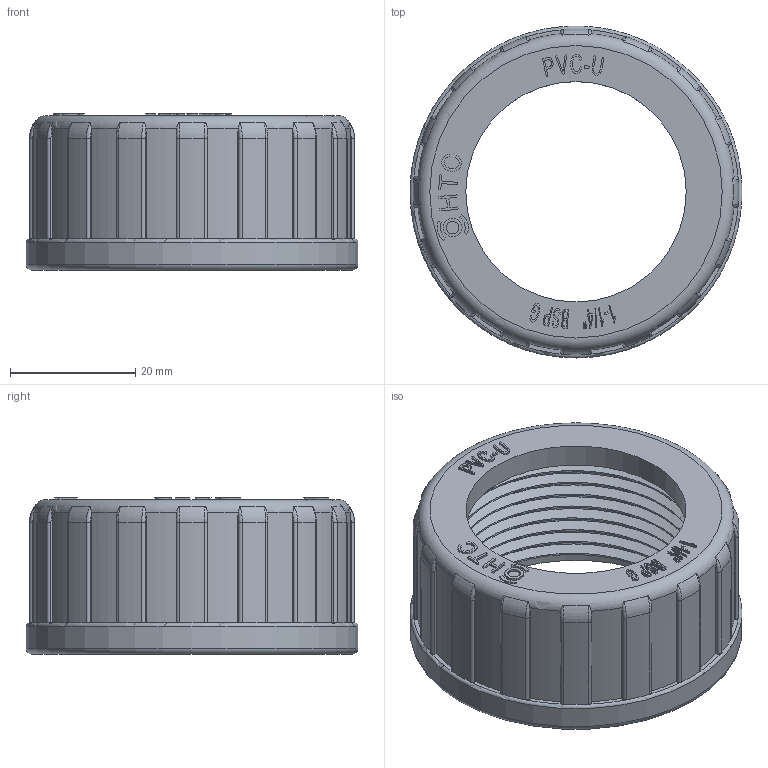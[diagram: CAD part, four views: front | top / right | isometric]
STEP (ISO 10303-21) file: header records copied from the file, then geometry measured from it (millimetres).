
FILE_DESCRIPTION(/* description */ (''),/* implementation_level */ '2;1');
FILE_NAME(/* name */ 'AF0600.COA.025.step',/* time_stamp */ '2026-01-07T08:02:25+01:00',/* author */ (''),/* organization */ (''),/* preprocessor_version */ 'ST-DEVELOPER v20.1',/* originating_system */ 'Autodesk Translation Framework v14.21.0.0',/* authorisation */ '');
FILE_SCHEMA (('AUTOMOTIVE_DESIGN { 1 0 10303 214 3 1 1 }'));
Length unit declared in the file: millimetre
Products named in the file (1): 2026-01-07-06-16-00-169
Bounding box: 53 x 53 x 25 mm (x, y, z)
Volume: 20627.9 mm3; surface area: 11272.3 mm2
Topology: 1 solids, 1 shells, 795 faces, 2228 edges, 1464 vertices
Faces by surface type: plane 640, cylinder 89, bspline 47, torus 19
Full cylindrical faces by diameter (mm): 2 x1, 3 x1, 35.2 x1, 38.952 x7, 41.91 x7, 53 x1
Entity records: 32374 total; most frequent: CARTESIAN_POINT 12123, ORIENTED_EDGE 4456, DIRECTION 3794, EDGE_CURVE 2228, LINE 1846, VECTOR 1846, VERTEX_POINT 1464, AXIS2_PLACEMENT_3D 974
